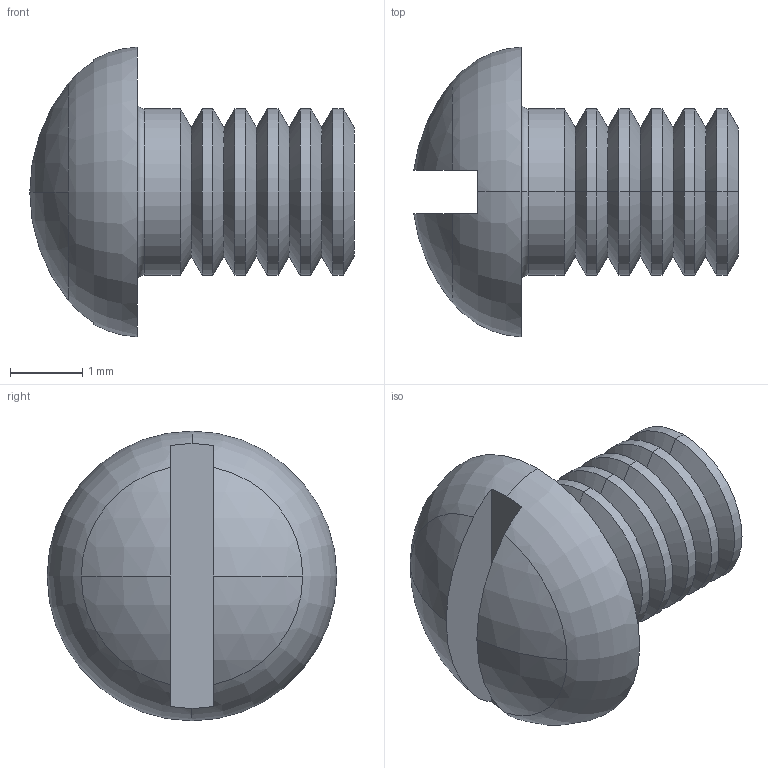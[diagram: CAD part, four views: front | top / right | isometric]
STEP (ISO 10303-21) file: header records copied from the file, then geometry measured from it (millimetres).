
FILE_DESCRIPTION (( 'STEP AP214' ), '1' );
FILE_NAME ('Screw M2.3 x 3 round.STEP', '2025-07-06T08:35:25', ( '' ), ( '' ), 'SwSTEP 2.0', 'SolidWorks 2025', '' );
FILE_SCHEMA (( 'AUTOMOTIVE_DESIGN' ));
Length unit declared in the file: millimetre
Products named in the file (1): Screw M2.3 x 3 round_KS 1021 RSH - M2.2 x 5-S
Bounding box: 4.48 x 4 x 4 mm (x, y, z)
Volume: 22 mm3; surface area: 66.6 mm2
Topology: 1 solids, 1 shells, 47 faces, 98 edges, 54 vertices
Faces by surface type: cone 22, cylinder 12, plane 5, torus 4, sphere 4
Entity records: 1284 total; most frequent: DIRECTION 248, CARTESIAN_POINT 220, ORIENTED_EDGE 196, AXIS2_PLACEMENT_3D 106, EDGE_CURVE 98, CIRCLE 58, VERTEX_POINT 54, EDGE_LOOP 48
